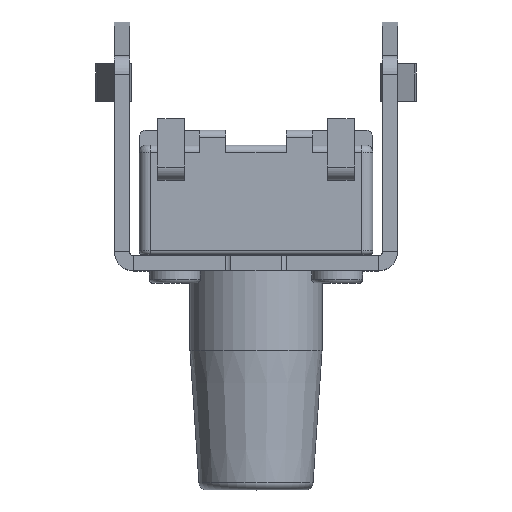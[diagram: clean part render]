
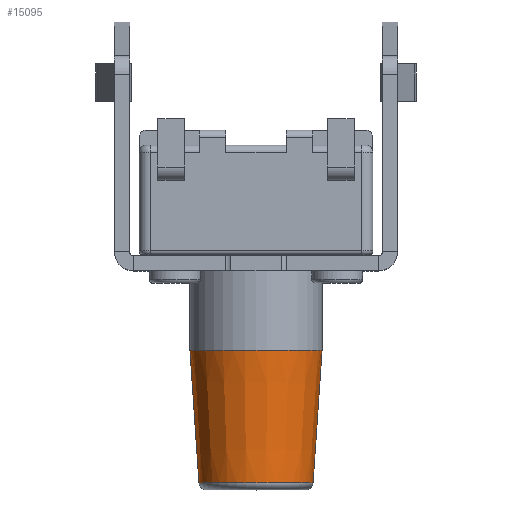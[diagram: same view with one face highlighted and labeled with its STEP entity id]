
A CAD part, top view. The second image highlights one B-rep face of the part: STEP entity #15095.
In plain terms, the highlighted conical face has half-angle 3.865 degrees and reference radius 1.75 mm.
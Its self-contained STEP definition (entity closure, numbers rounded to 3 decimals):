
#2814 = EDGE_CURVE ( 'NONE', #3148, #2815, #12662, .T. ) ;
#2815 = VERTEX_POINT ( 'NONE', #12661 ) ;
#2823 = VERTEX_POINT ( 'NONE', #12653 ) ;
#3102 = EDGE_CURVE ( 'NONE', #3137, #2823, #9785, .T. ) ;
#3137 = VERTEX_POINT ( 'NONE', #9816 ) ;
#3148 = VERTEX_POINT ( 'NONE', #9855 ) ;
#4910 = CIRCLE ( 'NONE', #4960, 1.75 ) ;
#4911 = CONICAL_SURFACE ( 'NONE', #4961, 1.75, 0.067 ) ;
#4939 = DIRECTION ( 'NONE',  ( 1., 0., 0. ) ) ;
#4952 = CARTESIAN_POINT ( 'NONE',  ( 0., 0., 5.83 ) ) ;
#4957 = FACE_OUTER_BOUND ( 'NONE', #8542, .T. ) ;
#4958 = DIRECTION ( 'NONE',  ( 1., 0., 0. ) ) ;
#4959 = DIRECTION ( 'NONE',  ( 0., 0., -1. ) ) ;
#4960 = AXIS2_PLACEMENT_3D ( 'NONE', #4962, #4959, #4958 ) ;
#4961 = AXIS2_PLACEMENT_3D ( 'NONE', #4952, #4963, #4939 ) ;
#4962 = CARTESIAN_POINT ( 'NONE',  ( 0., 0., 5.83 ) ) ;
#4963 = DIRECTION ( 'NONE',  ( 0., 0., -1. ) ) ;
#5457 = AXIS2_PLACEMENT_3D ( 'NONE', #5487, #5490, #5539 ) ;
#5487 = CARTESIAN_POINT ( 'NONE',  ( 0., 0., 9.343 ) ) ;
#5490 = DIRECTION ( 'NONE',  ( 0., 0., -1. ) ) ;
#5504 = CIRCLE ( 'NONE', #5457, 1.513 ) ;
#5539 = DIRECTION ( 'NONE',  ( 1., 0., 0. ) ) ;
#8542 = EDGE_LOOP ( 'NONE', ( #15097, #15093, #15322, #15252 ) ) ;
#9768 = DIRECTION ( 'NONE',  ( 0.067, 0., -0.998 ) ) ;
#9776 = VECTOR ( 'NONE', #9768, 1000. ) ;
#9784 = CARTESIAN_POINT ( 'NONE',  ( 1.75, 0., 5.83 ) ) ;
#9785 = LINE ( 'NONE', #9784, #9776 ) ;
#9816 = CARTESIAN_POINT ( 'NONE',  ( 1.513, 0., 9.343 ) ) ;
#9855 = CARTESIAN_POINT ( 'NONE',  ( -1.513, 0., 9.343 ) ) ;
#12650 = DIRECTION ( 'NONE',  ( -0.067, 0., -0.998 ) ) ;
#12651 = VECTOR ( 'NONE', #12650, 1000. ) ;
#12652 = CARTESIAN_POINT ( 'NONE',  ( -1.75, 0., 5.83 ) ) ;
#12653 = CARTESIAN_POINT ( 'NONE',  ( 1.75, 0., 5.83 ) ) ;
#12661 = CARTESIAN_POINT ( 'NONE',  ( -1.75, 0., 5.83 ) ) ;
#12662 = LINE ( 'NONE', #12652, #12651 ) ;
#15093 = ORIENTED_EDGE ( 'NONE', *, *, #15247, .T. ) ;
#15094 = EDGE_CURVE ( 'NONE', #2815, #2823, #4910, .T. ) ;
#15095 = ADVANCED_FACE ( 'NONE', ( #4957 ), #4911, .T. ) ;
#15097 = ORIENTED_EDGE ( 'NONE', *, *, #2814, .F. ) ;
#15247 = EDGE_CURVE ( 'NONE', #3148, #3137, #5504, .T. ) ;
#15252 = ORIENTED_EDGE ( 'NONE', *, *, #15094, .F. ) ;
#15322 = ORIENTED_EDGE ( 'NONE', *, *, #3102, .T. ) ;
